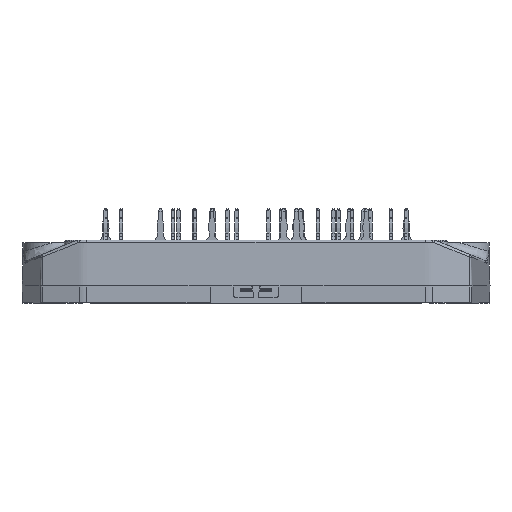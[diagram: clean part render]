
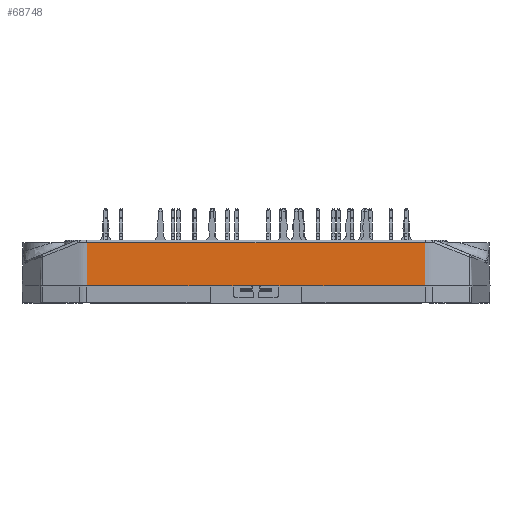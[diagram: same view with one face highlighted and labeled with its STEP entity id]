
A CAD part, front view. The second image highlights one B-rep face of the part: STEP entity #68748.
In plain terms, the highlighted planar face has unit normal (0, -1, 0.026).
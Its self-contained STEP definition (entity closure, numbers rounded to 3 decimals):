
#9097=ORIENTED_EDGE('',*,*,#22273,.F.);
#9098=ORIENTED_EDGE('',*,*,#22274,.T.);
#9099=ORIENTED_EDGE('',*,*,#21954,.F.);
#9100=ORIENTED_EDGE('',*,*,#22275,.F.);
#9101=ORIENTED_EDGE('',*,*,#22276,.T.);
#9102=ORIENTED_EDGE('',*,*,#22277,.T.);
#9103=ORIENTED_EDGE('',*,*,#22260,.T.);
#9104=ORIENTED_EDGE('',*,*,#22278,.F.);
#9105=ORIENTED_EDGE('',*,*,#22254,.T.);
#9106=ORIENTED_EDGE('',*,*,#21803,.F.);
#9107=ORIENTED_EDGE('',*,*,#22247,.F.);
#9108=ORIENTED_EDGE('',*,*,#21941,.F.);
#21803=EDGE_CURVE('',#28593,#28594,#32986,.T.);
#21941=EDGE_CURVE('',#28722,#28723,#33065,.T.);
#21954=EDGE_CURVE('',#28732,#28733,#33073,.T.);
#22247=EDGE_CURVE('',#28723,#28593,#33222,.T.);
#22254=EDGE_CURVE('',#28923,#28594,#33226,.T.);
#22260=EDGE_CURVE('',#28928,#28927,#33229,.T.);
#22273=EDGE_CURVE('',#28939,#28722,#33237,.T.);
#22274=EDGE_CURVE('',#28939,#28733,#33238,.F.);
#22275=EDGE_CURVE('',#28940,#28732,#33239,.F.);
#22276=EDGE_CURVE('',#28940,#28941,#33240,.T.);
#22277=EDGE_CURVE('',#28941,#28928,#33241,.T.);
#22278=EDGE_CURVE('',#28923,#28927,#33242,.T.);
#28593=VERTEX_POINT('',#95671);
#28594=VERTEX_POINT('',#95673);
#28722=VERTEX_POINT('',#96012);
#28723=VERTEX_POINT('',#96014);
#28732=VERTEX_POINT('',#96047);
#28733=VERTEX_POINT('',#96048);
#28923=VERTEX_POINT('',#97202);
#28927=VERTEX_POINT('',#97211);
#28928=VERTEX_POINT('',#97213);
#28939=VERTEX_POINT('',#97322);
#28940=VERTEX_POINT('',#97325);
#28941=VERTEX_POINT('',#97327);
#32986=LINE('',#95672,#37399);
#33065=LINE('',#96013,#37478);
#33073=LINE('',#96046,#37486);
#33222=LINE('',#97189,#37635);
#33226=LINE('',#97201,#37639);
#33229=LINE('',#97212,#37642);
#33237=LINE('',#97321,#37650);
#33238=LINE('',#97323,#37651);
#33239=LINE('',#97324,#37652);
#33240=LINE('',#97326,#37653);
#33241=LINE('',#97328,#37654);
#33242=LINE('',#97329,#37655);
#37399=VECTOR('',#79791,1000.);
#37478=VECTOR('',#79984,1000.);
#37486=VECTOR('',#80008,1000.);
#37635=VECTOR('',#80507,1000.);
#37639=VECTOR('',#80517,1000.);
#37642=VECTOR('',#80526,1000.);
#37650=VECTOR('',#80538,1000.);
#37651=VECTOR('',#80539,1000.);
#37652=VECTOR('',#80540,1000.);
#37653=VECTOR('',#80541,1000.);
#37654=VECTOR('',#80542,1000.);
#37655=VECTOR('',#80543,1000.);
#41964=EDGE_LOOP('',(#9097,#9098,#9099,#9100,#9101,#9102,#9103,#9104,#9105,
#9106,#9107,#9108));
#44925=FACE_BOUND('',#41964,.T.);
#47208=PLANE('',#72539);
#68748=ADVANCED_FACE('',(#44925),#47208,.T.);
#72539=AXIS2_PLACEMENT_3D('',#97320,#80536,#80537);
#79791=DIRECTION('',(-1.,0.,0.));
#79984=DIRECTION('',(-1.,0.,0.));
#80008=DIRECTION('',(1.,0.,0.));
#80507=DIRECTION('',(-1.,0.,0.));
#80517=DIRECTION('',(1.,0.,0.));
#80526=DIRECTION('',(1.,0.,0.));
#80536=DIRECTION('',(0.,-1.,0.026));
#80537=DIRECTION('',(0.,0.026,1.));
#80538=DIRECTION('',(-1.,0.,0.));
#80539=DIRECTION('',(0.006,-0.026,-1.));
#80540=DIRECTION('',(-0.006,-0.026,-1.));
#80541=DIRECTION('',(1.,0.,0.));
#80542=DIRECTION('',(1.,0.,0.));
#80543=DIRECTION('',(-1.,0.,0.));
#95671=CARTESIAN_POINT('',(4.,-30.776,2.02));
#95672=CARTESIAN_POINT('',(-17.961,-30.776,2.02));
#95673=CARTESIAN_POINT('',(0.827,-30.776,2.02));
#96012=CARTESIAN_POINT('',(29.513,-30.776,2.02));
#96013=CARTESIAN_POINT('',(17.961,-30.776,2.02));
#96014=CARTESIAN_POINT('',(8.,-30.776,2.02));
#96046=CARTESIAN_POINT('',(27.533,-30.58,9.533));
#96047=CARTESIAN_POINT('',(-29.469,-30.58,9.533));
#96048=CARTESIAN_POINT('',(29.469,-30.58,9.533));
#97189=CARTESIAN_POINT('',(17.961,-30.776,2.02));
#97201=CARTESIAN_POINT('',(-0.65,-30.776,2.02));
#97202=CARTESIAN_POINT('',(-0.827,-30.776,2.02));
#97211=CARTESIAN_POINT('',(-4.,-30.776,2.02));
#97212=CARTESIAN_POINT('',(-17.961,-30.776,2.02));
#97213=CARTESIAN_POINT('',(-8.,-30.776,2.02));
#97320=CARTESIAN_POINT('',(17.961,-30.776,2.02));
#97321=CARTESIAN_POINT('',(17.961,-30.776,2.02));
#97322=CARTESIAN_POINT('',(29.513,-30.776,2.02));
#97323=CARTESIAN_POINT('',(29.512,-30.775,2.087));
#97324=CARTESIAN_POINT('',(-29.512,-30.775,2.087));
#97325=CARTESIAN_POINT('',(-29.513,-30.776,2.02));
#97326=CARTESIAN_POINT('',(-17.961,-30.776,2.02));
#97327=CARTESIAN_POINT('',(-29.513,-30.776,2.02));
#97328=CARTESIAN_POINT('',(-17.961,-30.776,2.02));
#97329=CARTESIAN_POINT('',(-17.961,-30.776,2.02));
